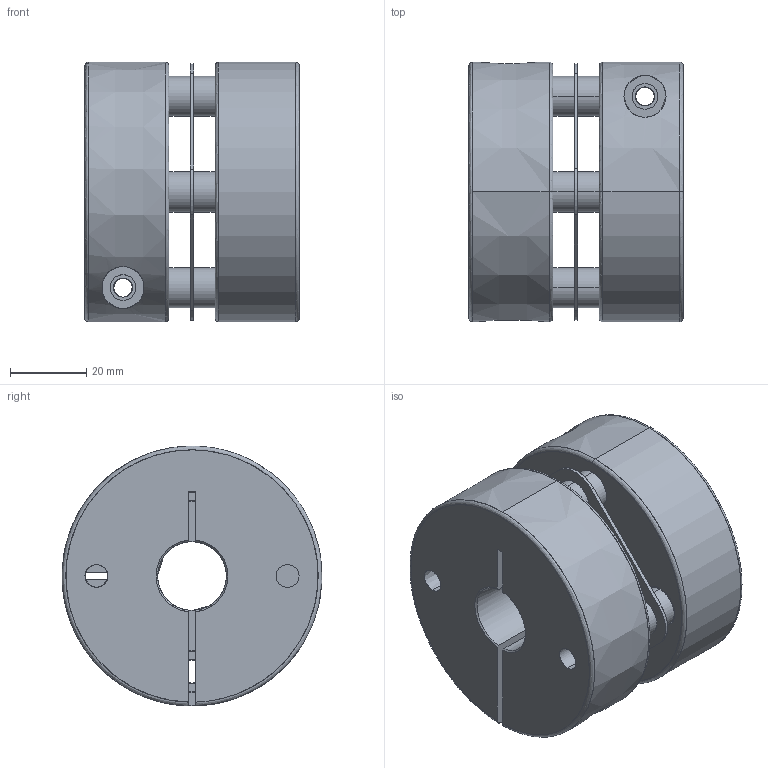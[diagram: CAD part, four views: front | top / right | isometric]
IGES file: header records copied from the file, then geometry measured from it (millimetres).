
Start section: SolidWorks IGES file using analytic representation for surfaces
Global section: file name: 3HDC68SC.IGS; native system: SolidWorks 2012; preprocessor: SolidWorks 2012; author: jit; date: 120514.170221; units: millimetre
Bounding box: 56.1 x 68 x 68 mm (x, y, z)
Surface area: 40394.1 mm2 (no closed solid volume)
Topology: 0 solids, 0 shells, 131 faces, 3191 edges, 3191 vertices
Faces by surface type: revolution 77, bspline 54
